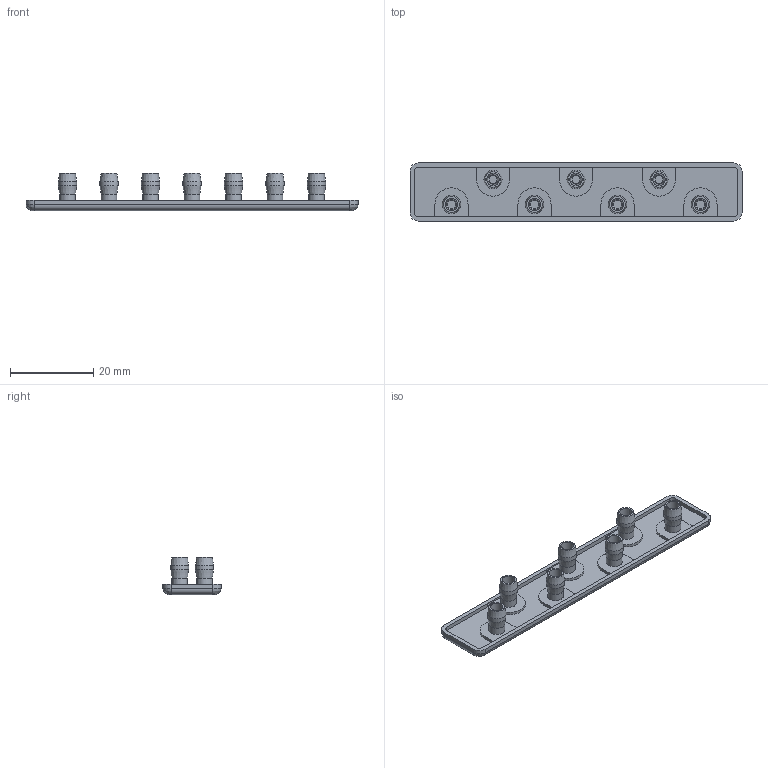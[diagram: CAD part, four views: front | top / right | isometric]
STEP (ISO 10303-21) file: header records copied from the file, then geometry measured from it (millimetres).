
FILE_DESCRIPTION((''),'2;1');
FILE_NAME('SZ0007S-A.stp','2013-08-19T13:39:26',('janine behrens'),(''),'Autodesk Inventor 2012','Autodesk Inventor 2012','');
FILE_SCHEMA(('AUTOMOTIVE_DESIGN { 1 0 10303 214 1 1 1 1 }'));
Length unit declared in the file: millimetre
Products named in the file (1): SZ0007S-A
Bounding box: 80 x 14 x 9 mm (x, y, z)
Volume: 2403.9 mm3; surface area: 3709.5 mm2
Topology: 1 solids, 1 shells, 118 faces, 260 edges, 159 vertices
Faces by surface type: plane 46, cylinder 40, cone 28, bspline 4
Full cylindrical faces by diameter (mm): 3 x7, 3.8 x7, 4.4 x7
Entity records: 3166 total; most frequent: CARTESIAN_POINT 665, DIRECTION 546, ORIENTED_EDGE 422, AXIS2_PLACEMENT_3D 220, EDGE_CURVE 211, EDGE_LOOP 182, VERTEX_POINT 159, FACE_OUTER_BOUND 118
